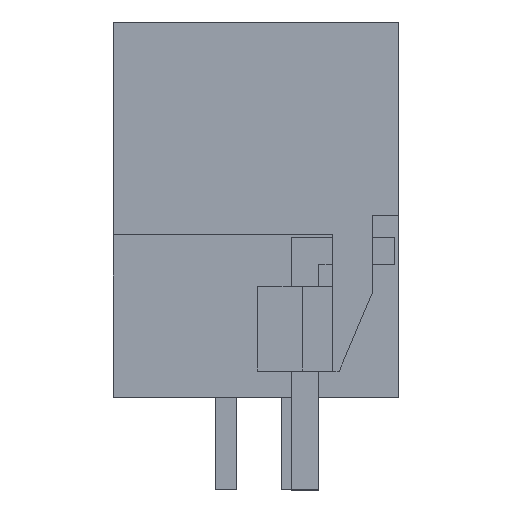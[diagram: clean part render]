
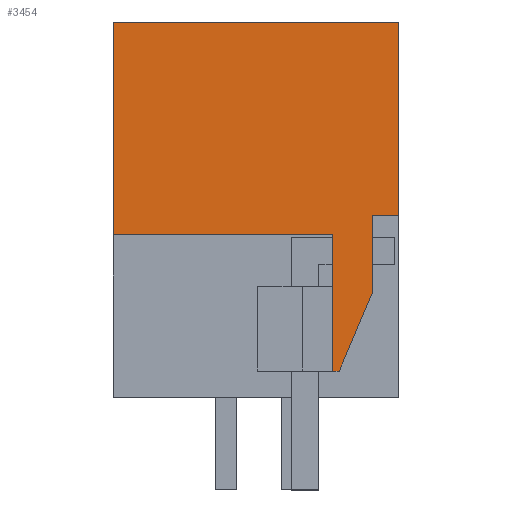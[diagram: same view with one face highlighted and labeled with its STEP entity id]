
A CAD part, left-side view. The second image highlights one B-rep face of the part: STEP entity #3454.
In plain terms, the highlighted planar face has unit normal (-1, 0, 0).
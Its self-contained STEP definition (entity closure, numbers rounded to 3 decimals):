
#3401=AXIS2_PLACEMENT_3D('Plane Axis2P3D',#3398,#3399,#3400) ;
#183=CARTESIAN_POINT('Vertex',(0.,10.8,17.7)) ;
#186=CARTESIAN_POINT('Line Origine',(0.,5.4,17.7)) ;
#190=CARTESIAN_POINT('Vertex',(0.,0.,17.7)) ;
#1597=CARTESIAN_POINT('Line Origine',(0.,0.,14.05)) ;
#1601=CARTESIAN_POINT('Vertex',(0.,0.,10.4)) ;
#2212=CARTESIAN_POINT('Vertex',(0.,10.8,9.65)) ;
#2215=CARTESIAN_POINT('Line Origine',(0.,10.8,13.675)) ;
#3398=CARTESIAN_POINT('Axis2P3D Location',(0.,10.8,0.)) ;
#3403=CARTESIAN_POINT('Line Origine',(0.,6.65,9.65)) ;
#3407=CARTESIAN_POINT('Vertex',(0.,2.5,9.65)) ;
#3410=CARTESIAN_POINT('Line Origine',(0.,2.5,7.075)) ;
#3414=CARTESIAN_POINT('Vertex',(0.,2.5,4.5)) ;
#3417=CARTESIAN_POINT('Line Origine',(0.,2.375,4.5)) ;
#3421=CARTESIAN_POINT('Vertex',(0.,2.25,4.5)) ;
#3424=CARTESIAN_POINT('Line Origine',(0.,1.623,5.979)) ;
#3428=CARTESIAN_POINT('Vertex',(0.,0.997,7.458)) ;
#3431=CARTESIAN_POINT('Line Origine',(0.,0.997,8.929)) ;
#3435=CARTESIAN_POINT('Vertex',(0.,0.997,10.4)) ;
#3438=CARTESIAN_POINT('Line Origine',(0.,0.498,10.4)) ;
#187=DIRECTION('Vector Direction',(0.,-1.,0.)) ;
#1598=DIRECTION('Vector Direction',(0.,0.,1.)) ;
#2216=DIRECTION('Vector Direction',(0.,0.,1.)) ;
#3399=DIRECTION('Axis2P3D Direction',(-1.,0.,0.)) ;
#3400=DIRECTION('Axis2P3D XDirection',(0.,-1.,0.)) ;
#3404=DIRECTION('Vector Direction',(0.,1.,0.)) ;
#3411=DIRECTION('Vector Direction',(0.,0.,1.)) ;
#3418=DIRECTION('Vector Direction',(0.,-1.,0.)) ;
#3425=DIRECTION('Vector Direction',(0.,0.39,-0.921)) ;
#3432=DIRECTION('Vector Direction',(0.,0.,1.)) ;
#3439=DIRECTION('Vector Direction',(0.,-1.,0.)) ;
#188=VECTOR('Line Direction',#187,1.) ;
#1599=VECTOR('Line Direction',#1598,1.) ;
#2217=VECTOR('Line Direction',#2216,1.) ;
#3405=VECTOR('Line Direction',#3404,1.) ;
#3412=VECTOR('Line Direction',#3411,1.) ;
#3419=VECTOR('Line Direction',#3418,1.) ;
#3426=VECTOR('Line Direction',#3425,1.) ;
#3433=VECTOR('Line Direction',#3432,1.) ;
#3440=VECTOR('Line Direction',#3439,1.) ;
#3444=ORIENTED_EDGE('',*,*,#1603,.T.) ;
#3445=ORIENTED_EDGE('',*,*,#192,.T.) ;
#3446=ORIENTED_EDGE('',*,*,#2219,.T.) ;
#3447=ORIENTED_EDGE('',*,*,#3409,.F.) ;
#3448=ORIENTED_EDGE('',*,*,#3416,.F.) ;
#3449=ORIENTED_EDGE('',*,*,#3423,.F.) ;
#3450=ORIENTED_EDGE('',*,*,#3430,.F.) ;
#3451=ORIENTED_EDGE('',*,*,#3437,.F.) ;
#3452=ORIENTED_EDGE('',*,*,#3442,.F.) ;
#3454=ADVANCED_FACE('HOUSING',(#3453),#3402,.T.) ;
#192=EDGE_CURVE('',#191,#184,#189,.F.) ;
#1603=EDGE_CURVE('',#1602,#191,#1600,.T.) ;
#2219=EDGE_CURVE('',#184,#2213,#2218,.F.) ;
#3409=EDGE_CURVE('',#3408,#2213,#3406,.T.) ;
#3416=EDGE_CURVE('',#3415,#3408,#3413,.T.) ;
#3423=EDGE_CURVE('',#3422,#3415,#3420,.F.) ;
#3430=EDGE_CURVE('',#3429,#3422,#3427,.T.) ;
#3437=EDGE_CURVE('',#3436,#3429,#3434,.F.) ;
#3442=EDGE_CURVE('',#1602,#3436,#3441,.F.) ;
#3443=EDGE_LOOP('',(#3444,#3445,#3446,#3447,#3448,#3449,#3450,#3451,#3452)) ;
#3453=FACE_OUTER_BOUND('',#3443,.T.) ;
#189=LINE('Line',#186,#188) ;
#1600=LINE('Line',#1597,#1599) ;
#2218=LINE('Line',#2215,#2217) ;
#3406=LINE('Line',#3403,#3405) ;
#3413=LINE('Line',#3410,#3412) ;
#3420=LINE('Line',#3417,#3419) ;
#3427=LINE('Line',#3424,#3426) ;
#3434=LINE('Line',#3431,#3433) ;
#3441=LINE('Line',#3438,#3440) ;
#3402=PLANE('',#3401) ;
#184=VERTEX_POINT('',#183) ;
#191=VERTEX_POINT('',#190) ;
#1602=VERTEX_POINT('',#1601) ;
#2213=VERTEX_POINT('',#2212) ;
#3408=VERTEX_POINT('',#3407) ;
#3415=VERTEX_POINT('',#3414) ;
#3422=VERTEX_POINT('',#3421) ;
#3429=VERTEX_POINT('',#3428) ;
#3436=VERTEX_POINT('',#3435) ;
